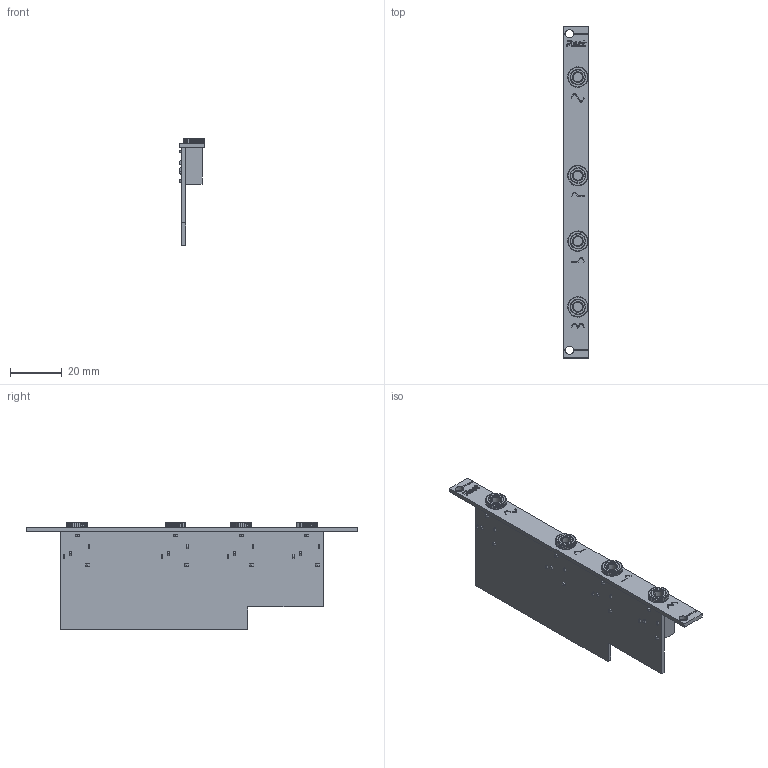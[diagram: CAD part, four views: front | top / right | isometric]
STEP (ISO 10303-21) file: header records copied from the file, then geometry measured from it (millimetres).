
FILE_DESCRIPTION (( 'STEP AP214' ), '1' );
FILE_NAME ('Slimline Rectifier Module.STEP', '2022-02-19T06:08:22', ( '' ), ( '' ), 'SwSTEP 2.0', 'SolidWorks 2020', '' );
FILE_SCHEMA (( 'AUTOMOTIVE_DESIGN' ));
Length unit declared in the file: millimetre
Products named in the file (5): PJ-324M.step; Nut.step; Platine^Slimline Rectifier Module; Slimline Rectifier Front; Slimline Rectifier Module
Assembly tree (10 placements, depth 2):
  Slimline Rectifier Module
    Slimline Rectifier Front
    Platine^Slimline Rectifier Module
    PJ-324M.step  x4
    Nut.step  x4
Bounding box: 9.85 x 128.5 x 41.7 mm (x, y, z)
Volume: 12135.2 mm3; surface area: 14259.5 mm2
Topology: 10 solids, 10 shells, 882 faces, 2467 edges, 1638 vertices
Faces by surface type: plane 460, cone 268, bspline 78, cylinder 76
Entity records: 15748 total; most frequent: CARTESIAN_POINT 6270, ORIENTED_EDGE 1832, DIRECTION 1293, EDGE_CURVE 916, VERTEX_POINT 609, LINE 509, VECTOR 509, AXIS2_PLACEMENT_3D 392
